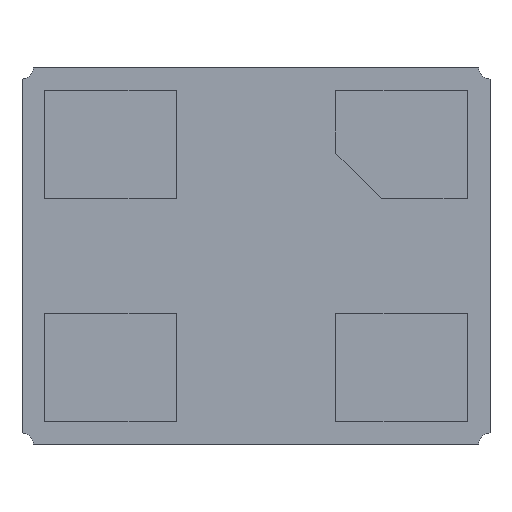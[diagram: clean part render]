
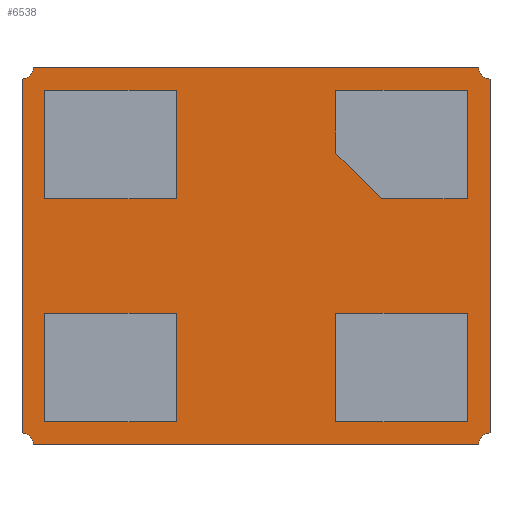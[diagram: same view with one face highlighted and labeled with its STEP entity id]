
A CAD part, front view. The second image highlights one B-rep face of the part: STEP entity #6538.
In plain terms, the highlighted planar face has unit normal (0, -1, 0).
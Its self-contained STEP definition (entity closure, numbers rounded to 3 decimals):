
#67=CARTESIAN_POINT('',(-1.025,0.,-0.825));
#68=DIRECTION('',(0.,1.,0.));
#69=DIRECTION('',(0.,0.,1.));
#70=AXIS2_PLACEMENT_3D('',#67,#68,#69);
#76=DIRECTION('',(0.,0.,1.));
#77=VECTOR('',#76,1.55);
#78=CARTESIAN_POINT('',(-1.025,0.,-0.775));
#79=LINE('',#78,#77);
#83=CARTESIAN_POINT('',(-1.025,0.,0.825));
#84=DIRECTION('',(0.,1.,0.));
#85=DIRECTION('',(1.,0.,0.));
#86=AXIS2_PLACEMENT_3D('',#83,#84,#85);
#91=DIRECTION('',(1.,0.,0.));
#92=VECTOR('',#91,1.95);
#93=CARTESIAN_POINT('',(-0.975,0.,0.825));
#94=LINE('',#93,#92);
#98=CARTESIAN_POINT('',(1.025,0.,0.825));
#99=DIRECTION('',(0.,1.,0.));
#100=DIRECTION('',(0.,0.,-1.));
#101=AXIS2_PLACEMENT_3D('',#98,#99,#100);
#106=DIRECTION('',(0.,0.,-1.));
#107=VECTOR('',#106,1.55);
#108=CARTESIAN_POINT('',(1.025,0.,0.775));
#109=LINE('',#108,#107);
#113=CARTESIAN_POINT('',(1.025,0.,-0.825));
#114=DIRECTION('',(0.,1.,0.));
#115=DIRECTION('',(-1.,0.,0.));
#116=AXIS2_PLACEMENT_3D('',#113,#114,#115);
#121=DIRECTION('',(-1.,0.,0.));
#122=VECTOR('',#121,1.95);
#123=CARTESIAN_POINT('',(0.975,0.,-0.825));
#124=LINE('',#123,#122);
#128=DIRECTION('',(0.,0.,-1.));
#129=VECTOR('',#128,0.475);
#130=CARTESIAN_POINT('',(-0.925,0.,0.725));
#131=LINE('',#130,#129);
#135=DIRECTION('',(1.,0.,0.));
#136=VECTOR('',#135,0.575);
#137=CARTESIAN_POINT('',(-0.925,0.,0.25));
#138=LINE('',#137,#136);
#142=DIRECTION('',(0.,0.,1.));
#143=VECTOR('',#142,0.475);
#144=CARTESIAN_POINT('',(-0.35,0.,0.25));
#145=LINE('',#144,#143);
#149=DIRECTION('',(-1.,0.,0.));
#150=VECTOR('',#149,0.575);
#151=CARTESIAN_POINT('',(-0.35,0.,0.725));
#152=LINE('',#151,#150);
#156=DIRECTION('',(0.,0.,-1.));
#157=VECTOR('',#156,0.475);
#158=CARTESIAN_POINT('',(-0.925,0.,-0.25));
#159=LINE('',#158,#157);
#163=DIRECTION('',(1.,0.,0.));
#164=VECTOR('',#163,0.575);
#165=CARTESIAN_POINT('',(-0.925,0.,-0.725));
#166=LINE('',#165,#164);
#170=DIRECTION('',(0.,0.,1.));
#171=VECTOR('',#170,0.475);
#172=CARTESIAN_POINT('',(-0.35,0.,-0.725));
#173=LINE('',#172,#171);
#177=DIRECTION('',(-1.,0.,0.));
#178=VECTOR('',#177,0.575);
#179=CARTESIAN_POINT('',(-0.35,0.,-0.25));
#180=LINE('',#179,#178);
#184=DIRECTION('',(0.,0.,-1.));
#185=VECTOR('',#184,0.475);
#186=CARTESIAN_POINT('',(0.35,0.,-0.25));
#187=LINE('',#186,#185);
#191=DIRECTION('',(1.,0.,0.));
#192=VECTOR('',#191,0.575);
#193=CARTESIAN_POINT('',(0.35,0.,-0.725));
#194=LINE('',#193,#192);
#198=DIRECTION('',(0.,0.,1.));
#199=VECTOR('',#198,0.475);
#200=CARTESIAN_POINT('',(0.925,0.,-0.725));
#201=LINE('',#200,#199);
#205=DIRECTION('',(-1.,0.,0.));
#206=VECTOR('',#205,0.575);
#207=CARTESIAN_POINT('',(0.925,0.,-0.25));
#208=LINE('',#207,#206);
#212=DIRECTION('',(0.,0.,-1.));
#213=VECTOR('',#212,0.275);
#214=CARTESIAN_POINT('',(0.35,0.,0.725));
#215=LINE('',#214,#213);
#219=DIRECTION('',(1.,0.,0.));
#220=VECTOR('',#219,0.375);
#221=CARTESIAN_POINT('',(0.55,0.,0.25));
#222=LINE('',#221,#220);
#226=DIRECTION('',(0.,0.,1.));
#227=VECTOR('',#226,0.475);
#228=CARTESIAN_POINT('',(0.925,0.,0.25));
#229=LINE('',#228,#227);
#233=DIRECTION('',(-1.,0.,0.));
#234=VECTOR('',#233,0.575);
#235=CARTESIAN_POINT('',(0.925,0.,0.725));
#236=LINE('',#235,#234);
#5419=DIRECTION('',(-0.707,0.,0.707));
#5420=VECTOR('',#5419,0.283);
#5421=CARTESIAN_POINT('',(0.55,0.,0.25));
#5422=LINE('',#5421,#5420);
#5461=CARTESIAN_POINT('',(-1.025,0.,-0.775));
#5462=CARTESIAN_POINT('',(-0.975,0.,-0.825));
#5463=VERTEX_POINT('',#5461);
#5464=VERTEX_POINT('',#5462);
#5465=CARTESIAN_POINT('',(-0.975,0.,0.825));
#5466=CARTESIAN_POINT('',(-1.025,0.,0.775));
#5467=VERTEX_POINT('',#5465);
#5468=VERTEX_POINT('',#5466);
#5469=CARTESIAN_POINT('',(1.025,0.,0.775));
#5470=CARTESIAN_POINT('',(0.975,0.,0.825));
#5471=VERTEX_POINT('',#5469);
#5472=VERTEX_POINT('',#5470);
#5473=CARTESIAN_POINT('',(0.975,0.,-0.825));
#5474=CARTESIAN_POINT('',(1.025,0.,-0.775));
#5475=VERTEX_POINT('',#5473);
#5476=VERTEX_POINT('',#5474);
#5635=CARTESIAN_POINT('',(-0.925,0.,0.725));
#5636=CARTESIAN_POINT('',(-0.925,0.,0.25));
#5637=VERTEX_POINT('',#5635);
#5638=VERTEX_POINT('',#5636);
#5639=CARTESIAN_POINT('',(-0.35,0.,0.25));
#5640=VERTEX_POINT('',#5639);
#5641=CARTESIAN_POINT('',(-0.35,0.,0.725));
#5642=VERTEX_POINT('',#5641);
#5643=CARTESIAN_POINT('',(0.925,0.,0.25));
#5644=CARTESIAN_POINT('',(0.925,0.,0.725));
#5645=VERTEX_POINT('',#5643);
#5646=VERTEX_POINT('',#5644);
#5647=CARTESIAN_POINT('',(0.35,0.,0.725));
#5648=VERTEX_POINT('',#5647);
#5649=CARTESIAN_POINT('',(-0.925,0.,-0.25));
#5650=CARTESIAN_POINT('',(-0.925,0.,-0.725));
#5651=VERTEX_POINT('',#5649);
#5652=VERTEX_POINT('',#5650);
#5653=CARTESIAN_POINT('',(-0.35,0.,-0.725));
#5654=VERTEX_POINT('',#5653);
#5655=CARTESIAN_POINT('',(-0.35,0.,-0.25));
#5656=VERTEX_POINT('',#5655);
#5657=CARTESIAN_POINT('',(0.35,0.,-0.25));
#5658=CARTESIAN_POINT('',(0.35,0.,-0.725));
#5659=VERTEX_POINT('',#5657);
#5660=VERTEX_POINT('',#5658);
#5661=CARTESIAN_POINT('',(0.925,0.,-0.725));
#5662=VERTEX_POINT('',#5661);
#5663=CARTESIAN_POINT('',(0.925,0.,-0.25));
#5664=VERTEX_POINT('',#5663);
#5666=CARTESIAN_POINT('',(0.35,0.,0.45));
#5668=VERTEX_POINT('',#5666);
#5671=CARTESIAN_POINT('',(0.55,0.,0.25));
#5672=VERTEX_POINT('',#5671);
#6473=CARTESIAN_POINT('',(0.,0.,0.));
#6474=DIRECTION('',(0.,1.,0.));
#6475=DIRECTION('',(1.,0.,0.));
#6476=AXIS2_PLACEMENT_3D('',#6473,#6474,#6475);
#6477=PLANE('',#6476);
#6479=ORIENTED_EDGE('',*,*,#6478,.F.);
#6481=ORIENTED_EDGE('',*,*,#6480,.T.);
#6483=ORIENTED_EDGE('',*,*,#6482,.F.);
#6485=ORIENTED_EDGE('',*,*,#6484,.T.);
#6487=ORIENTED_EDGE('',*,*,#6486,.F.);
#6489=ORIENTED_EDGE('',*,*,#6488,.T.);
#6491=ORIENTED_EDGE('',*,*,#6490,.F.);
#6493=ORIENTED_EDGE('',*,*,#6492,.T.);
#6494=EDGE_LOOP('',(#6479,#6481,#6483,#6485,#6487,#6489,#6491,#6493));
#6495=FACE_OUTER_BOUND('',#6494,.F.);
#6497=ORIENTED_EDGE('',*,*,#6496,.T.);
#6499=ORIENTED_EDGE('',*,*,#6498,.T.);
#6501=ORIENTED_EDGE('',*,*,#6500,.T.);
#6503=ORIENTED_EDGE('',*,*,#6502,.T.);
#6504=EDGE_LOOP('',(#6497,#6499,#6501,#6503));
#6505=FACE_BOUND('',#6504,.F.);
#6507=ORIENTED_EDGE('',*,*,#6506,.T.);
#6509=ORIENTED_EDGE('',*,*,#6508,.T.);
#6511=ORIENTED_EDGE('',*,*,#6510,.T.);
#6513=ORIENTED_EDGE('',*,*,#6512,.T.);
#6514=EDGE_LOOP('',(#6507,#6509,#6511,#6513));
#6515=FACE_BOUND('',#6514,.F.);
#6517=ORIENTED_EDGE('',*,*,#6516,.T.);
#6519=ORIENTED_EDGE('',*,*,#6518,.T.);
#6521=ORIENTED_EDGE('',*,*,#6520,.T.);
#6523=ORIENTED_EDGE('',*,*,#6522,.T.);
#6524=EDGE_LOOP('',(#6517,#6519,#6521,#6523));
#6525=FACE_BOUND('',#6524,.F.);
#6527=ORIENTED_EDGE('',*,*,#6526,.T.);
#6529=ORIENTED_EDGE('',*,*,#6528,.F.);
#6531=ORIENTED_EDGE('',*,*,#6530,.T.);
#6533=ORIENTED_EDGE('',*,*,#6532,.T.);
#6535=ORIENTED_EDGE('',*,*,#6534,.T.);
#6536=EDGE_LOOP('',(#6527,#6529,#6531,#6533,#6535));
#6537=FACE_BOUND('',#6536,.F.);
#6538=ADVANCED_FACE('',(#6495,#6505,#6515,#6525,#6537),#6477,.F.);
#71=CIRCLE('',#70,0.05);
#87=CIRCLE('',#86,0.05);
#102=CIRCLE('',#101,0.05);
#117=CIRCLE('',#116,0.05);
#6478=EDGE_CURVE('',#5463,#5464,#71,.T.);
#6480=EDGE_CURVE('',#5463,#5468,#79,.T.);
#6482=EDGE_CURVE('',#5467,#5468,#87,.T.);
#6484=EDGE_CURVE('',#5467,#5472,#94,.T.);
#6486=EDGE_CURVE('',#5471,#5472,#102,.T.);
#6488=EDGE_CURVE('',#5471,#5476,#109,.T.);
#6490=EDGE_CURVE('',#5475,#5476,#117,.T.);
#6492=EDGE_CURVE('',#5475,#5464,#124,.T.);
#6496=EDGE_CURVE('',#5637,#5638,#131,.T.);
#6498=EDGE_CURVE('',#5638,#5640,#138,.T.);
#6500=EDGE_CURVE('',#5640,#5642,#145,.T.);
#6502=EDGE_CURVE('',#5642,#5637,#152,.T.);
#6506=EDGE_CURVE('',#5651,#5652,#159,.T.);
#6508=EDGE_CURVE('',#5652,#5654,#166,.T.);
#6510=EDGE_CURVE('',#5654,#5656,#173,.T.);
#6512=EDGE_CURVE('',#5656,#5651,#180,.T.);
#6516=EDGE_CURVE('',#5659,#5660,#187,.T.);
#6518=EDGE_CURVE('',#5660,#5662,#194,.T.);
#6520=EDGE_CURVE('',#5662,#5664,#201,.T.);
#6522=EDGE_CURVE('',#5664,#5659,#208,.T.);
#6526=EDGE_CURVE('',#5648,#5668,#215,.T.);
#6528=EDGE_CURVE('',#5672,#5668,#5422,.T.);
#6530=EDGE_CURVE('',#5672,#5645,#222,.T.);
#6532=EDGE_CURVE('',#5645,#5646,#229,.T.);
#6534=EDGE_CURVE('',#5646,#5648,#236,.T.);
